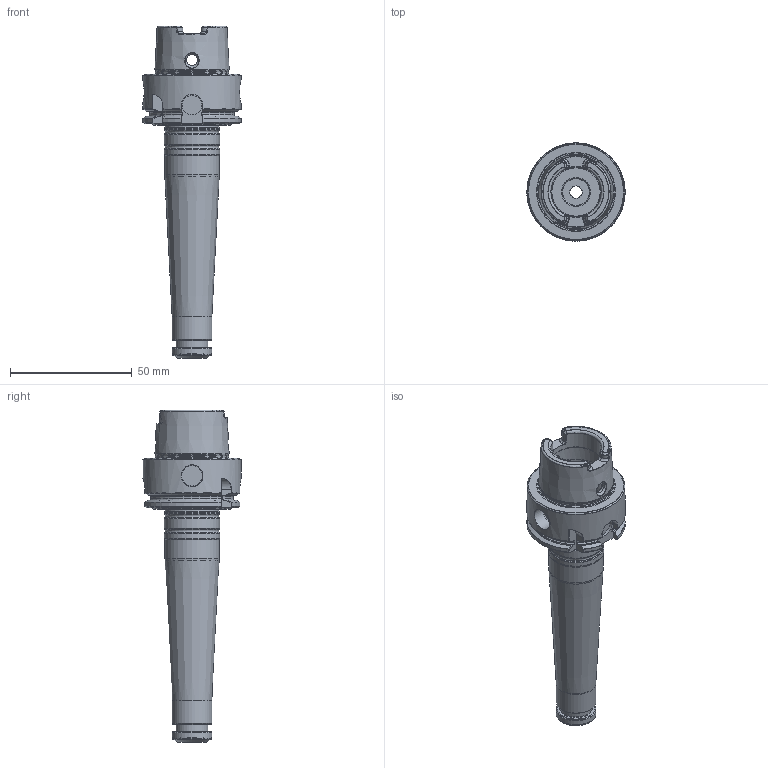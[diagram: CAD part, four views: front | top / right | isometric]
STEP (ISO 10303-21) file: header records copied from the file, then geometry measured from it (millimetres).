
FILE_DESCRIPTION(/* description */ (''),/* implementation_level */ '2;1');
FILE_NAME(/* name */ '454071060.stp',/* time_stamp */ '2021-01-08T12:24:53',/* author */ ('LRA'),/* organization */ ('REGO-FIX'),/* preprocessor_version */ ' Unknown',/* originating_system */ 'SIEMENS PLM Software Solid Edge ST10',/* authorization */ 'Unknown');
FILE_SCHEMA (('AUTOMOTIVE_DESIGN { 1 0 10303 214 2 1 1}'));
Length unit declared in the file: millimetre
Products named in the file (1): NOCUT
Bounding box: 40.3 x 40.3 x 136.2 mm (x, y, z)
Volume: 94483.6 mm3; surface area: 36237.3 mm2
Topology: 2 solids, 2 shells, 313 faces, 803 edges, 508 vertices
Faces by surface type: plane 96, cylinder 82, cone 77, torus 58
Full cylindrical faces by diameter (mm): 4.6 x4, 5 x2, 8 x4, 9 x2, 10 x4, 10.917 x2, 13 x4, 16 x2, 16.3 x2, 20.7 x2, 21 x2, 22 x1, 22.4 x1, 22.5 x3, 22.8 x3, 25.5 x2, 29.8 x1, 30.11 x1, 40 x1, 40.3 x1
Entity records: 11149 total; most frequent: CARTESIAN_POINT 2283, DIRECTION 1358, ORIENTED_EDGE 1256, EDGE_CURVE 628, AXIS2_PLACEMENT_3D 590, EDGE_LOOP 464, FACE_BOUND 464, VERTEX_POINT 460
